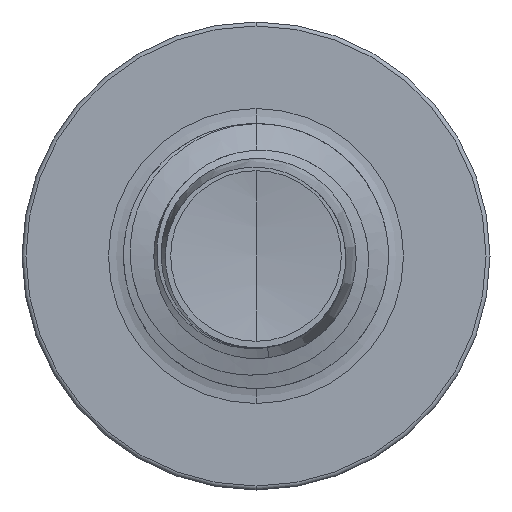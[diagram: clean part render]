
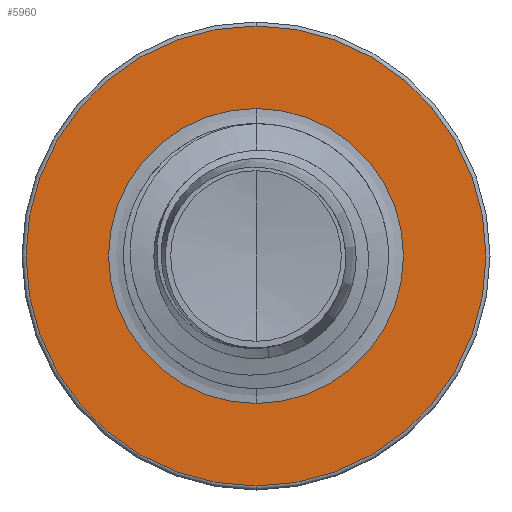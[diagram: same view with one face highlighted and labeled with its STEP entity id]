
A CAD part, front view. The second image highlights one B-rep face of the part: STEP entity #5960.
In plain terms, the highlighted planar face has unit normal (0, -1, 0).
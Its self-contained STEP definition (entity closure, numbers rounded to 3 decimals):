
#325 = CARTESIAN_POINT ( 'NONE',  ( 0., 3., 0. ) ) ;
#525 = CARTESIAN_POINT ( 'NONE',  ( 0., 3., -1.67 ) ) ;
#573 = AXIS2_PLACEMENT_3D ( 'NONE', #3612, #8909, #4376 ) ;
#1283 = DIRECTION ( 'NONE',  ( 0., 0., 1. ) ) ;
#1508 = CARTESIAN_POINT ( 'NONE',  ( 0., 3., -1.67 ) ) ;
#1523 = VERTEX_POINT ( 'NONE', #1508 ) ;
#1556 = FACE_BOUND ( 'NONE', #5522, .T. ) ;
#1731 = VERTEX_POINT ( 'NONE', #4871 ) ;
#2281 = DIRECTION ( 'NONE',  ( 0., 1., 0. ) ) ;
#2428 = PLANE ( 'NONE',  #7711 ) ;
#2469 = DIRECTION ( 'NONE',  ( 0., 1., 0. ) ) ;
#2605 = AXIS2_PLACEMENT_3D ( 'NONE', #5017, #10242, #5800 ) ;
#2752 = EDGE_CURVE ( 'NONE', #5392, #1523, #7823, .T. ) ;
#2980 = EDGE_CURVE ( 'NONE', #7721, #1731, #3269, .T. ) ;
#3269 = CIRCLE ( 'NONE', #8926, 2.605 ) ;
#3356 = ORIENTED_EDGE ( 'NONE', *, *, #5037, .F. ) ;
#3612 = CARTESIAN_POINT ( 'NONE',  ( 0., 3., 0. ) ) ;
#4376 = DIRECTION ( 'NONE',  ( 0., 0., 1. ) ) ;
#4779 = ORIENTED_EDGE ( 'NONE', *, *, #2980, .F. ) ;
#4871 = CARTESIAN_POINT ( 'NONE',  ( 0., 3., 2.605 ) ) ;
#5017 = CARTESIAN_POINT ( 'NONE',  ( 0., 3., 0. ) ) ;
#5037 = EDGE_CURVE ( 'NONE', #1731, #7721, #7348, .T. ) ;
#5392 = VERTEX_POINT ( 'NONE', #6700 ) ;
#5522 = EDGE_LOOP ( 'NONE', ( #8412, #9696 ) ) ;
#5800 = DIRECTION ( 'NONE',  ( 0., 0., 1. ) ) ;
#5960 = ADVANCED_FACE ( 'NONE', ( #7925, #1556 ), #2428, .F. ) ;
#6194 = DIRECTION ( 'NONE',  ( 0., 1., 0. ) ) ;
#6234 = CARTESIAN_POINT ( 'NONE',  ( 0., 3., -2.605 ) ) ;
#6700 = CARTESIAN_POINT ( 'NONE',  ( 0., 3., 1.67 ) ) ;
#6704 = EDGE_LOOP ( 'NONE', ( #3356, #4779 ) ) ;
#6965 = EDGE_CURVE ( 'NONE', #1523, #5392, #9726, .T. ) ;
#7059 = CARTESIAN_POINT ( 'NONE',  ( 0., 3., 0. ) ) ;
#7348 = CIRCLE ( 'NONE', #9842, 2.605 ) ;
#7711 = AXIS2_PLACEMENT_3D ( 'NONE', #525, #2469, #7944 ) ;
#7721 = VERTEX_POINT ( 'NONE', #6234 ) ;
#7796 = DIRECTION ( 'NONE',  ( 0., 0., 1. ) ) ;
#7823 = CIRCLE ( 'NONE', #573, 1.67 ) ;
#7925 = FACE_OUTER_BOUND ( 'NONE', #6704, .T. ) ;
#7944 = DIRECTION ( 'NONE',  ( 0., 0., 1. ) ) ;
#8412 = ORIENTED_EDGE ( 'NONE', *, *, #2752, .T. ) ;
#8909 = DIRECTION ( 'NONE',  ( 0., 1., 0. ) ) ;
#8926 = AXIS2_PLACEMENT_3D ( 'NONE', #325, #6194, #1283 ) ;
#9696 = ORIENTED_EDGE ( 'NONE', *, *, #6965, .T. ) ;
#9726 = CIRCLE ( 'NONE', #2605, 1.67 ) ;
#9842 = AXIS2_PLACEMENT_3D ( 'NONE', #7059, #2281, #7796 ) ;
#10242 = DIRECTION ( 'NONE',  ( 0., 1., 0. ) ) ;
